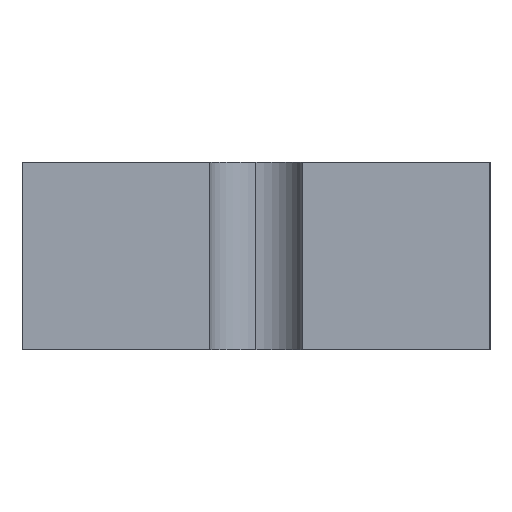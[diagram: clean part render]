
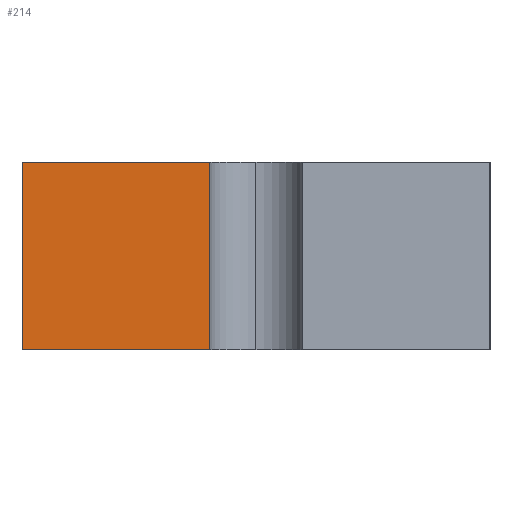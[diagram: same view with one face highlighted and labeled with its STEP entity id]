
A CAD part, left-side view. The second image highlights one B-rep face of the part: STEP entity #214.
In plain terms, the highlighted planar face has unit normal (-1, 0, 0).
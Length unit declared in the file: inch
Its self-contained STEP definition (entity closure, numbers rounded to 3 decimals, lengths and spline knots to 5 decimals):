
#10 = VECTOR ( 'NONE', #355, 39.37008 ) ;
#31 = PLANE ( 'NONE',  #1010 ) ;
#158 = CARTESIAN_POINT ( 'NONE',  ( 0., 0.74803, 0.19685 ) ) ;
#214 = ADVANCED_FACE ( 'NONE', ( #2139 ), #31, .T. ) ;
#217 = DIRECTION ( 'NONE',  ( 0., 0., -1. ) ) ;
#231 = VECTOR ( 'NONE', #217, 39.37008 ) ;
#307 = VERTEX_POINT ( 'NONE', #502 ) ;
#355 = DIRECTION ( 'NONE',  ( 0., 0., -1. ) ) ;
#411 = VERTEX_POINT ( 'NONE', #2131 ) ;
#502 = CARTESIAN_POINT ( 'NONE',  ( 0., 0.74803, -0.19685 ) ) ;
#561 = CARTESIAN_POINT ( 'NONE',  ( 0., 0.35433, 0.19685 ) ) ;
#800 = VERTEX_POINT ( 'NONE', #1277 ) ;
#867 = DIRECTION ( 'NONE',  ( 0., 0., 1. ) ) ;
#982 = LINE ( 'NONE', #2187, #1719 ) ;
#1002 = ORIENTED_EDGE ( 'NONE', *, *, #1490, .T. ) ;
#1010 = AXIS2_PLACEMENT_3D ( 'NONE', #2322, #1504, #867 ) ;
#1040 = LINE ( 'NONE', #158, #231 ) ;
#1277 = CARTESIAN_POINT ( 'NONE',  ( 0., 0.35433, 0.19685 ) ) ;
#1349 = CARTESIAN_POINT ( 'NONE',  ( 0., 0., -0.19685 ) ) ;
#1353 = ORIENTED_EDGE ( 'NONE', *, *, #1410, .T. ) ;
#1410 = EDGE_CURVE ( 'NONE', #800, #411, #982, .T. ) ;
#1422 = EDGE_LOOP ( 'NONE', ( #1353, #1002, #1748, #1635 ) ) ;
#1490 = EDGE_CURVE ( 'NONE', #411, #307, #1040, .T. ) ;
#1504 = DIRECTION ( 'NONE',  ( -1., 0., 0. ) ) ;
#1635 = ORIENTED_EDGE ( 'NONE', *, *, #1697, .F. ) ;
#1696 = LINE ( 'NONE', #561, #10 ) ;
#1697 = EDGE_CURVE ( 'NONE', #800, #2671, #1696, .T. ) ;
#1719 = VECTOR ( 'NONE', #2203, 39.37008 ) ;
#1748 = ORIENTED_EDGE ( 'NONE', *, *, #2691, .T. ) ;
#2014 = LINE ( 'NONE', #1349, #2313 ) ;
#2131 = CARTESIAN_POINT ( 'NONE',  ( 0., 0.74803, 0.19685 ) ) ;
#2139 = FACE_OUTER_BOUND ( 'NONE', #1422, .T. ) ;
#2187 = CARTESIAN_POINT ( 'NONE',  ( 0., 0.74803, 0.19685 ) ) ;
#2196 = DIRECTION ( 'NONE',  ( 0., -1., 0. ) ) ;
#2203 = DIRECTION ( 'NONE',  ( 0., 1., 0. ) ) ;
#2313 = VECTOR ( 'NONE', #2196, 39.37008 ) ;
#2322 = CARTESIAN_POINT ( 'NONE',  ( 0., 0.74803, 0.19685 ) ) ;
#2451 = CARTESIAN_POINT ( 'NONE',  ( 0., 0.35433, -0.19685 ) ) ;
#2671 = VERTEX_POINT ( 'NONE', #2451 ) ;
#2691 = EDGE_CURVE ( 'NONE', #307, #2671, #2014, .T. ) ;
